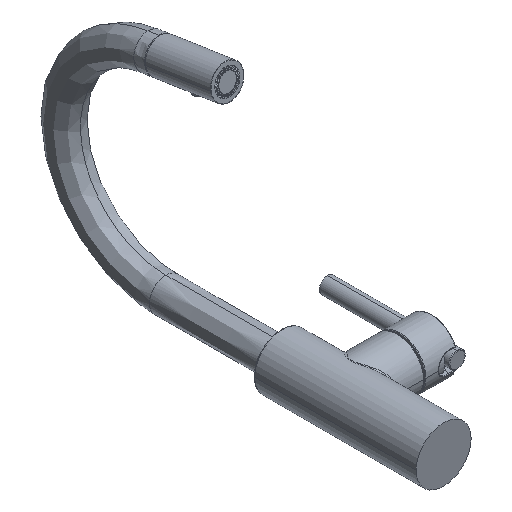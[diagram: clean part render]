
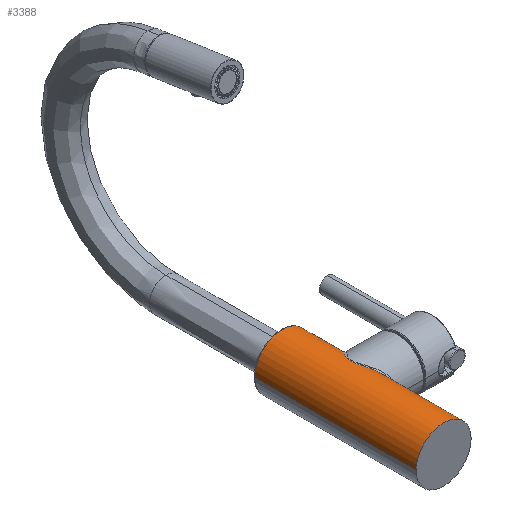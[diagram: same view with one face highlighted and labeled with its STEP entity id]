
A CAD part, isometric view. The second image highlights one B-rep face of the part: STEP entity #3388.
In plain terms, the highlighted cylindrical face has radius 24.13 mm (diameter 48.26 mm), a partial arc.
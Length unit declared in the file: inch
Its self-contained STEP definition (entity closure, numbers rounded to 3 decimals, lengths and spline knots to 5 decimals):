
#473=CARTESIAN_POINT('',(0.,6.57,0.));
#474=DIRECTION('',(0.,-1.,0.));
#475=DIRECTION('',(1.,0.,0.));
#476=AXIS2_PLACEMENT_3D('',#473,#474,#475);
#481=DIRECTION('',(0.,-1.,0.));
#482=VECTOR('',#481,1.08);
#483=CARTESIAN_POINT('',(0.95,6.57,0.));
#484=LINE('',#483,#482);
#488=CARTESIAN_POINT('',(0.95,5.49,
0.));
#489=CARTESIAN_POINT('',(0.95,5.49,0.02328));
#490=CARTESIAN_POINT('',(0.94829,5.488,0.07029));
#491=CARTESIAN_POINT('',(0.94032,5.47877,0.14157));
#492=CARTESIAN_POINT('',(0.92666,5.46289,0.2136));
#493=CARTESIAN_POINT('',(0.90699,5.43997,0.286));
#494=CARTESIAN_POINT('',(0.88083,5.40943,0.35874));
#495=CARTESIAN_POINT('',(0.8475,5.37034,0.43183));
#496=CARTESIAN_POINT('',(0.80636,5.32183,0.5047));
#497=CARTESIAN_POINT('',(0.75671,5.26278,0.57665));
#498=CARTESIAN_POINT('',(0.6984,5.19263,0.64625));
#499=CARTESIAN_POINT('',(0.63043,5.10934,0.71281));
#500=CARTESIAN_POINT('',(0.55863,5.01859,0.76992));
#501=CARTESIAN_POINT('',(0.49627,4.93616,0.81099));
#502=CARTESIAN_POINT('',(0.44226,4.86039,0.84141));
#503=CARTESIAN_POINT('',(0.39632,4.7903,0.86379));
#504=CARTESIAN_POINT('',(0.35854,4.72538,0.87999));
#505=CARTESIAN_POINT('',(0.329,4.66497,0.89134));
#506=CARTESIAN_POINT('',(0.30792,4.609,0.89877));
#507=CARTESIAN_POINT('',(0.29522,4.55856,0.90298));
#508=CARTESIAN_POINT('',(0.28947,4.51248,0.90482));
#509=CARTESIAN_POINT('',(0.2894,4.46809,0.90485));
#510=CARTESIAN_POINT('',(0.29514,4.42195,0.90301));
#511=CARTESIAN_POINT('',(0.30778,4.37134,0.89882));
#512=CARTESIAN_POINT('',(0.32889,4.31532,0.89139));
#513=CARTESIAN_POINT('',(0.35839,4.25489,0.88005));
#514=CARTESIAN_POINT('',(0.39621,4.18986,0.86384));
#515=CARTESIAN_POINT('',(0.44221,4.11967,0.84143));
#516=CARTESIAN_POINT('',(0.49625,4.04387,0.81101));
#517=CARTESIAN_POINT('',(0.55876,3.96124,0.76983));
#518=CARTESIAN_POINT('',(0.63041,3.8707,0.71283));
#519=CARTESIAN_POINT('',(0.69843,3.78735,0.64622));
#520=CARTESIAN_POINT('',(0.7567,3.71722,0.57666));
#521=CARTESIAN_POINT('',(0.80637,3.65817,0.50469));
#522=CARTESIAN_POINT('',(0.8475,3.60966,0.43183));
#523=CARTESIAN_POINT('',(0.88083,3.57057,0.35875));
#524=CARTESIAN_POINT('',(0.90699,3.54003,0.286));
#525=CARTESIAN_POINT('',(0.92666,3.51711,0.2136));
#526=CARTESIAN_POINT('',(0.94032,3.50123,0.14157));
#527=CARTESIAN_POINT('',(0.94829,3.492,0.07029));
#528=CARTESIAN_POINT('',(0.95,3.49,0.02328));
#529=CARTESIAN_POINT('',(0.95,3.49,
0.));
#534=DIRECTION('',(0.,-1.,0.));
#535=VECTOR('',#534,2.49);
#536=CARTESIAN_POINT('',(0.95,3.49,
0.));
#537=LINE('',#536,#535);
#541=DIRECTION('',(0.,1.,0.));
#542=VECTOR('',#541,5.57);
#543=CARTESIAN_POINT('',(-0.95,1.,0.));
#544=LINE('',#543,#542);
#556=CARTESIAN_POINT('',(0.95,3.49,
0.));
#597=CARTESIAN_POINT('',(0.95,5.49,
0.));
#618=CARTESIAN_POINT('',(0.,1.,0.));
#619=DIRECTION('',(0.,-1.,0.));
#620=DIRECTION('',(1.,0.,0.));
#621=AXIS2_PLACEMENT_3D('',#618,#619,#620);
#2282=VERTEX_POINT('',#556);
#2283=VERTEX_POINT('',#597);
#2284=CARTESIAN_POINT('',(-0.95,1.,0.));
#2285=CARTESIAN_POINT('',(0.95,1.,0.));
#2286=VERTEX_POINT('',#2284);
#2287=VERTEX_POINT('',#2285);
#2296=CARTESIAN_POINT('',(0.95,6.57,0.));
#2297=CARTESIAN_POINT('',(-0.95,6.57,0.));
#2298=VERTEX_POINT('',#2296);
#2299=VERTEX_POINT('',#2297);
#3370=CARTESIAN_POINT('',(0.,-0.332,0.));
#3371=DIRECTION('',(0.,1.,0.));
#3372=DIRECTION('',(1.,0.,0.));
#3373=AXIS2_PLACEMENT_3D('',#3370,#3371,#3372);
#3374=CYLINDRICAL_SURFACE('',#3373,0.95);
#3375=ORIENTED_EDGE('',*,*,#3348,.F.);
#3377=ORIENTED_EDGE('',*,*,#3376,.T.);
#3379=ORIENTED_EDGE('',*,*,#3378,.T.);
#3381=ORIENTED_EDGE('',*,*,#3380,.T.);
#3383=ORIENTED_EDGE('',*,*,#3382,.T.);
#3385=ORIENTED_EDGE('',*,*,#3384,.T.);
#3386=EDGE_LOOP('',(#3375,#3377,#3379,#3381,#3383,#3385));
#3387=FACE_OUTER_BOUND('',#3386,.F.);
#477=CIRCLE('',#476,0.95);
#530=B_SPLINE_CURVE_WITH_KNOTS('',3,(#488,#489,#490,#491,#492,#493,#494,#495,
#496,#497,#498,#499,#500,#501,#502,#503,#504,#505,#506,#507,#508,#509,#510,#511,
#512,#513,#514,#515,#516,#517,#518,#519,#520,#521,#522,#523,#524,#525,#526,#527,
#528,#529),.UNSPECIFIED.,.F.,.F.,(4,1,1,1,1,1,1,1,1,1,1,1,1,1,1,1,1,1,1,1,1,1,1,
1,1,1,1,1,1,1,1,1,1,1,1,1,1,1,1,4),(0.,0.02564,0.05128,
0.07692,0.10256,0.12821,0.15385,
0.17949,0.20513,0.23077,0.25641,
0.28205,0.30769,0.33333,0.35897,
0.38462,0.41026,0.4359,0.46154,
0.48718,0.51282,0.53846,0.5641,
0.58974,0.61538,0.64103,0.66667,
0.69231,0.71795,0.74359,0.76923,
0.79487,0.82051,0.84615,0.87179,
0.89744,0.92308,0.94872,0.97436,1.),
.UNSPECIFIED.);
#622=CIRCLE('',#621,0.95);
#3348=EDGE_CURVE('',#2298,#2299,#477,.T.);
#3376=EDGE_CURVE('',#2298,#2283,#484,.T.);
#3378=EDGE_CURVE('',#2283,#2282,#530,.T.);
#3380=EDGE_CURVE('',#2282,#2287,#537,.T.);
#3382=EDGE_CURVE('',#2287,#2286,#622,.T.);
#3384=EDGE_CURVE('',#2286,#2299,#544,.T.);
#3388=ADVANCED_FACE('',(#3387),#3374,.T.);
